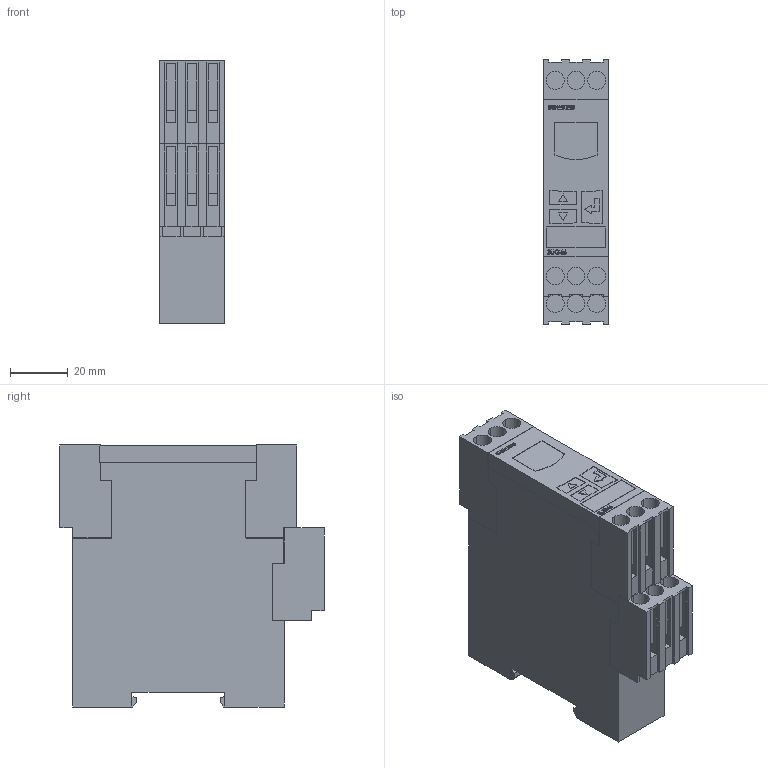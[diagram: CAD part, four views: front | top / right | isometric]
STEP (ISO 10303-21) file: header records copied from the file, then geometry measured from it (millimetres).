
FILE_DESCRIPTION (( 'STEP AP214' ), '1' );
FILE_NAME ('3UG46_SA_Digi_1.STEP', '2006-11-28T13:25:13', ( 'Günter Reindl' ), ( 'Siemens and Partners' ), 'SwSTEP 2.0', 'SolidWorks 2006104', '' );
FILE_SCHEMA (( 'AUTOMOTIVE_DESIGN' ));
Length unit declared in the file: millimetre
Products named in the file (1): 3UG46_SA_Digi_1
Bounding box: 22.5 x 91.9 x 91 mm (x, y, z)
Volume: 156465.2 mm3; surface area: 27167.6 mm2
Topology: 1 solids, 1 shells, 476 faces, 1298 edges, 864 vertices
Faces by surface type: plane 390, bspline 63, cylinder 23
Entity records: 23935 total; most frequent: CARTESIAN_POINT 7880, ORIENTED_EDGE 2596, DIRECTION 2046, EDGE_CURVE 1298, LINE 1126, VECTOR 1126, VERTEX_POINT 864, EDGE_LOOP 516
